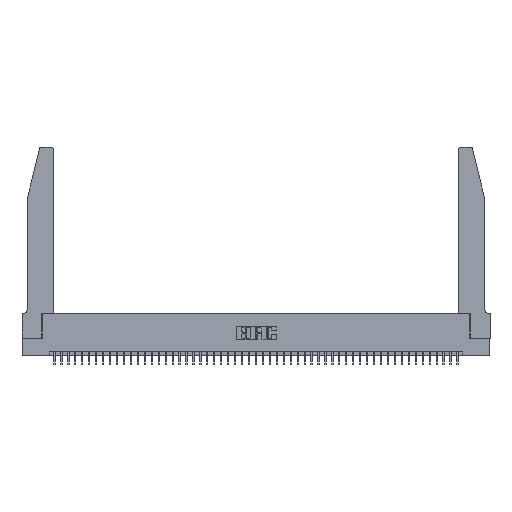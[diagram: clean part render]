
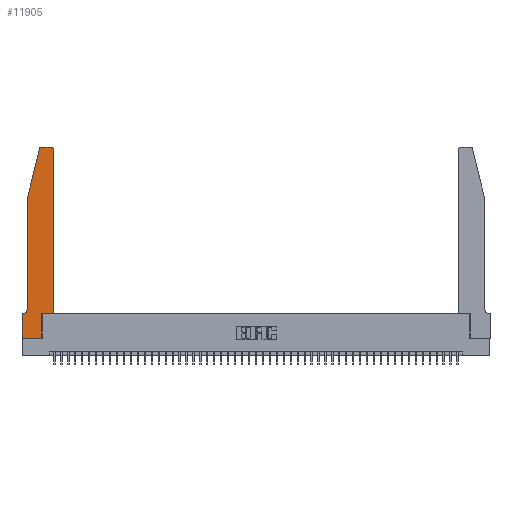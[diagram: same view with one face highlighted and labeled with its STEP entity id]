
A CAD part, top view. The second image highlights one B-rep face of the part: STEP entity #11905.
In plain terms, the highlighted planar face has unit normal (0, 0, 1).
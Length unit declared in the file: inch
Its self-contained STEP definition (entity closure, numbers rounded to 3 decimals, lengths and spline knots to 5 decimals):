
#65 = CARTESIAN_POINT ( 'NONE',  ( 0., 0.35, 0.37 ) ) ;
#2105 = VECTOR ( 'NONE', #18795, 39.37008 ) ;
#2366 = VERTEX_POINT ( 'NONE', #39606 ) ;
#2392 = CARTESIAN_POINT ( 'NONE',  ( 0., 0.35, 0.37 ) ) ;
#2543 = LINE ( 'NONE', #17581, #47213 ) ;
#2835 = CARTESIAN_POINT ( 'NONE',  ( 0.2865, 0.35, 0.37 ) ) ;
#2871 = FACE_OUTER_BOUND ( 'NONE', #33273, .T. ) ;
#4175 = LINE ( 'NONE', #27154, #45577 ) ;
#4595 = ORIENTED_EDGE ( 'NONE', *, *, #6869, .T. ) ;
#5031 = AXIS2_PLACEMENT_3D ( 'NONE', #38905, #10748, #30469 ) ;
#5200 = AXIS2_PLACEMENT_3D ( 'NONE', #23716, #38326, #15992 ) ;
#5330 = DIRECTION ( 'NONE',  ( 0., 1., 0. ) ) ;
#6266 = ORIENTED_EDGE ( 'NONE', *, *, #13160, .T. ) ;
#6857 = DIRECTION ( 'NONE',  ( -1., 0., 0. ) ) ;
#6869 = EDGE_CURVE ( 'NONE', #29672, #19640, #16456, .T. ) ;
#7024 = ORIENTED_EDGE ( 'NONE', *, *, #33507, .T. ) ;
#7889 = LINE ( 'NONE', #44990, #2105 ) ;
#8587 = CARTESIAN_POINT ( 'NONE',  ( 0.0055, 0.42, 0.37 ) ) ;
#8590 = DIRECTION ( 'NONE',  ( 1., 0., 0. ) ) ;
#8837 = DIRECTION ( 'NONE',  ( -0.239, -0.971, 0. ) ) ;
#10748 = DIRECTION ( 'NONE',  ( 0., 0., 1. ) ) ;
#11905 = ADVANCED_FACE ( 'NONE', ( #2871 ), #21655, .T. ) ;
#12022 = EDGE_CURVE ( 'NONE', #2366, #29672, #43731, .T. ) ;
#13160 = EDGE_CURVE ( 'NONE', #42129, #32845, #38320, .T. ) ;
#13458 = CARTESIAN_POINT ( 'NONE',  ( 0.4505, 0.35, 0.37 ) ) ;
#13716 = DIRECTION ( 'NONE',  ( 0., 0., -1. ) ) ;
#15597 = VECTOR ( 'NONE', #5330, 39.37008 ) ;
#15719 = ORIENTED_EDGE ( 'NONE', *, *, #18103, .T. ) ;
#15914 = CARTESIAN_POINT ( 'NONE',  ( 0.2865, 0., 0.37 ) ) ;
#15992 = DIRECTION ( 'NONE',  ( 1., 0., 0. ) ) ;
#16296 = EDGE_CURVE ( 'NONE', #40942, #39776, #2543, .T. ) ;
#16456 = LINE ( 'NONE', #16938, #33575 ) ;
#16856 = EDGE_CURVE ( 'NONE', #19640, #42129, #7889, .T. ) ;
#16938 = CARTESIAN_POINT ( 'NONE',  ( 0.0755, 2., 0.37 ) ) ;
#17581 = CARTESIAN_POINT ( 'NONE',  ( 0., 0., 0.37 ) ) ;
#18103 = EDGE_CURVE ( 'NONE', #32845, #40942, #4175, .T. ) ;
#18725 = CARTESIAN_POINT ( 'NONE',  ( 0., 0., 0.37 ) ) ;
#18795 = DIRECTION ( 'NONE',  ( 0., -1., 0. ) ) ;
#19640 = VERTEX_POINT ( 'NONE', #40431 ) ;
#19714 = LINE ( 'NONE', #35786, #48240 ) ;
#20110 = AXIS2_PLACEMENT_3D ( 'NONE', #2392, #25603, #40243 ) ;
#20478 = ORIENTED_EDGE ( 'NONE', *, *, #16296, .T. ) ;
#20895 = CARTESIAN_POINT ( 'NONE',  ( 0.25487, 2.72718, 0.37 ) ) ;
#21383 = VECTOR ( 'NONE', #6857, 39.37008 ) ;
#21655 = PLANE ( 'NONE',  #20110 ) ;
#23574 = CARTESIAN_POINT ( 'NONE',  ( 0.0755, 0.42, 0.37 ) ) ;
#23716 = CARTESIAN_POINT ( 'NONE',  ( 0.4205, 2.72, 0.37 ) ) ;
#23877 = EDGE_CURVE ( 'NONE', #39776, #47566, #19714, .T. ) ;
#24627 = LINE ( 'NONE', #31304, #33833 ) ;
#25033 = ORIENTED_EDGE ( 'NONE', *, *, #12022, .T. ) ;
#25603 = DIRECTION ( 'NONE',  ( 0., 0., 1. ) ) ;
#25858 = VERTEX_POINT ( 'NONE', #2835 ) ;
#25924 = CARTESIAN_POINT ( 'NONE',  ( 0.4505, 2.72, 0.37 ) ) ;
#26901 = VECTOR ( 'NONE', #47916, 39.37008 ) ;
#27154 = CARTESIAN_POINT ( 'NONE',  ( 0.0755, 0.35, 0.37 ) ) ;
#27320 = CARTESIAN_POINT ( 'NONE',  ( 0.4505, 0.35, 0.37 ) ) ;
#27717 = VERTEX_POINT ( 'NONE', #45754 ) ;
#28253 = EDGE_CURVE ( 'NONE', #40370, #47449, #35763, .T. ) ;
#28357 = EDGE_CURVE ( 'NONE', #47566, #25858, #24627, .T. ) ;
#28899 = CIRCLE ( 'NONE', #5200, 0.03 ) ;
#29345 = DIRECTION ( 'NONE',  ( -1., 0., 0. ) ) ;
#29672 = VERTEX_POINT ( 'NONE', #20895 ) ;
#30469 = DIRECTION ( 'NONE',  ( 1., 0., 0. ) ) ;
#31140 = ORIENTED_EDGE ( 'NONE', *, *, #28253, .T. ) ;
#31304 = CARTESIAN_POINT ( 'NONE',  ( 0.2865, 0.35, 0.37 ) ) ;
#32572 = CARTESIAN_POINT ( 'NONE',  ( 0.4505, 0.35, 0.37 ) ) ;
#32845 = VERTEX_POINT ( 'NONE', #33242 ) ;
#33242 = CARTESIAN_POINT ( 'NONE',  ( 0.0055, 0.35, 0.37 ) ) ;
#33273 = EDGE_LOOP ( 'NONE', ( #7024, #25033, #4595, #45667, #6266, #15719, #20478, #46027, #41577, #40097, #31140, #45812 ) ) ;
#33507 = EDGE_CURVE ( 'NONE', #27717, #2366, #41017, .T. ) ;
#33530 = EDGE_CURVE ( 'NONE', #25858, #40370, #44687, .T. ) ;
#33575 = VECTOR ( 'NONE', #8837, 39.37008 ) ;
#33833 = VECTOR ( 'NONE', #46408, 39.37008 ) ;
#35126 = AXIS2_PLACEMENT_3D ( 'NONE', #8587, #13716, #29345 ) ;
#35763 = LINE ( 'NONE', #13458, #15597 ) ;
#35786 = CARTESIAN_POINT ( 'NONE',  ( 0., 0., 0.37 ) ) ;
#38320 = CIRCLE ( 'NONE', #35126, 0.07 ) ;
#38326 = DIRECTION ( 'NONE',  ( 0., 0., 1. ) ) ;
#38905 = CARTESIAN_POINT ( 'NONE',  ( 0.284, 2.72, 0.37 ) ) ;
#39606 = CARTESIAN_POINT ( 'NONE',  ( 0.284, 2.75, 0.37 ) ) ;
#39776 = VERTEX_POINT ( 'NONE', #18725 ) ;
#40097 = ORIENTED_EDGE ( 'NONE', *, *, #33530, .T. ) ;
#40243 = DIRECTION ( 'NONE',  ( 1., 0., 0. ) ) ;
#40370 = VERTEX_POINT ( 'NONE', #27320 ) ;
#40387 = DIRECTION ( 'NONE',  ( 0., -1., 0. ) ) ;
#40431 = CARTESIAN_POINT ( 'NONE',  ( 0.0755, 2., 0.37 ) ) ;
#40942 = VERTEX_POINT ( 'NONE', #65 ) ;
#41017 = LINE ( 'NONE', #44455, #21383 ) ;
#41577 = ORIENTED_EDGE ( 'NONE', *, *, #28357, .T. ) ;
#42129 = VERTEX_POINT ( 'NONE', #23574 ) ;
#43731 = CIRCLE ( 'NONE', #5031, 0.03 ) ;
#44455 = CARTESIAN_POINT ( 'NONE',  ( 0.2605, 2.75, 0.37 ) ) ;
#44687 = LINE ( 'NONE', #32572, #26901 ) ;
#44990 = CARTESIAN_POINT ( 'NONE',  ( 0.0755, 2., 0.37 ) ) ;
#45577 = VECTOR ( 'NONE', #46207, 39.37008 ) ;
#45636 = EDGE_CURVE ( 'NONE', #47449, #27717, #28899, .T. ) ;
#45667 = ORIENTED_EDGE ( 'NONE', *, *, #16856, .T. ) ;
#45754 = CARTESIAN_POINT ( 'NONE',  ( 0.4205, 2.75, 0.37 ) ) ;
#45812 = ORIENTED_EDGE ( 'NONE', *, *, #45636, .T. ) ;
#46027 = ORIENTED_EDGE ( 'NONE', *, *, #23877, .T. ) ;
#46207 = DIRECTION ( 'NONE',  ( -1., 0., 0. ) ) ;
#46408 = DIRECTION ( 'NONE',  ( 0., 1., 0. ) ) ;
#47213 = VECTOR ( 'NONE', #40387, 39.37008 ) ;
#47449 = VERTEX_POINT ( 'NONE', #25924 ) ;
#47566 = VERTEX_POINT ( 'NONE', #15914 ) ;
#47916 = DIRECTION ( 'NONE',  ( 1., 0., 0. ) ) ;
#48240 = VECTOR ( 'NONE', #8590, 39.37008 ) ;
